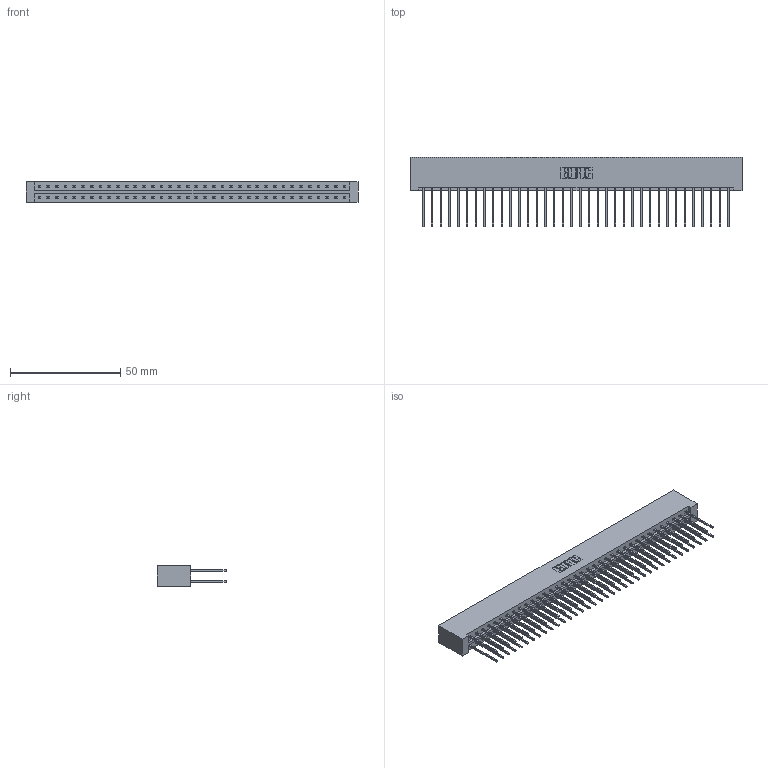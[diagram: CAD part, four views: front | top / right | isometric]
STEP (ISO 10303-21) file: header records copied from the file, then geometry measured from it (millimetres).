
FILE_DESCRIPTION (( 'STEP AP203' ), '1' );
FILE_NAME ('833-072-542-201.STEP', '2020-06-05T14:25:08', ( '' ), ( '' ), 'SwSTEP 2.0', 'SolidWorks 2020', '' );
FILE_SCHEMA (( 'CONFIG_CONTROL_DESIGN' ));
Length unit declared in the file: inch
Products named in the file (3): 833 Part_Lugless; 833-072-542-201; 345-292-001_345-293-142
Assembly tree (73 placements, depth 2):
  833-072-542-201
    833 Part_Lugless
    345-292-001_345-293-142  x72
Bounding box: 150.9 x 31.63 x 9.4 mm (x, y, z)
Volume: 16317.9 mm3; surface area: 20912.4 mm2
Topology: 73 solids, 73 shells, 3850 faces, 11447 edges, 7534 vertices
Faces by surface type: plane 2658, cylinder 1192
Entity records: 23677 total; most frequent: CARTESIAN_POINT 3930, ORIENTED_EDGE 3866, DIRECTION 3361, EDGE_CURVE 1933, LINE 1813, VECTOR 1813, VERTEX_POINT 1286, AXIS2_PLACEMENT_3D 774
